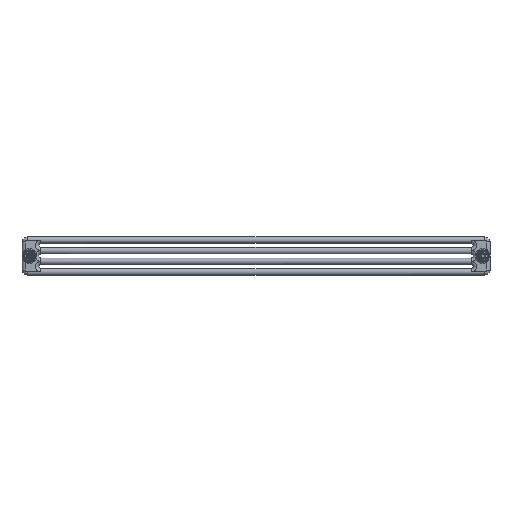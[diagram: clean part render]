
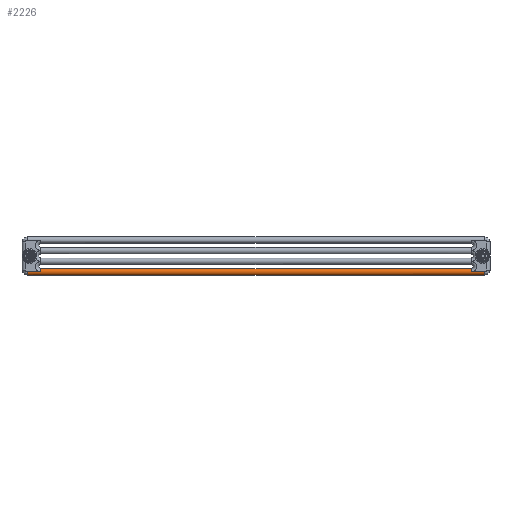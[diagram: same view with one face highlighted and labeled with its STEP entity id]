
A CAD part, left-side view. The second image highlights one B-rep face of the part: STEP entity #2226.
In plain terms, the highlighted cylindrical face has radius 12.5 mm (diameter 25 mm), a partial arc.
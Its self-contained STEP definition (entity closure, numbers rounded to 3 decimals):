
#521=DIRECTION('',(0.,1.,0.));
#522=VECTOR('',#521,51.85);
#523=CARTESIAN_POINT('',(12.5,-30.125,-0.033));
#524=LINE('',#523,#522);
#557=CARTESIAN_POINT('',(12.5,-30.125,-0.033));
#558=CARTESIAN_POINT('',(13.809,-30.125,-0.033));
#559=CARTESIAN_POINT('',(16.427,-30.125,
-0.4));
#560=CARTESIAN_POINT('',(19.969,-30.125,-2.222));
#561=CARTESIAN_POINT('',(22.781,-30.125,-5.036));
#562=CARTESIAN_POINT('',(24.583,-30.125,-8.55));
#563=CARTESIAN_POINT('',(25.005,-30.125,-11.241));
#564=CARTESIAN_POINT('',(25.,-30.125,-12.6));
#571=DIRECTION('',(0.,-1.,0.));
#572=VECTOR('',#571,1633.1);
#573=CARTESIAN_POINT('',(0.,-41.725,-12.575));
#574=LINE('',#573,#572);
#585=DIRECTION('',(0.,-1.,0.));
#586=VECTOR('',#585,1633.1);
#587=CARTESIAN_POINT('',(25.,-41.725,-12.575));
#588=LINE('',#587,#586);
#589=DIRECTION('',(0.,-1.,0.001));
#590=VECTOR('',#589,11.6);
#591=CARTESIAN_POINT('',(25.,-1674.825,-12.575));
#592=LINE('',#591,#590);
#593=CARTESIAN_POINT('',(12.5,-1686.425,-12.5));
#594=DIRECTION('',(0.,1.,0.));
#595=DIRECTION('',(0.,0.,1.));
#596=AXIS2_PLACEMENT_3D('',#593,#594,#595);
#598=CARTESIAN_POINT('',(12.5,-1738.275,-12.5));
#599=DIRECTION('',(0.,1.,0.));
#600=DIRECTION('',(-1.,0.,-0.008));
#601=AXIS2_PLACEMENT_3D('',#598,#599,#600);
#603=DIRECTION('',(0.,-1.,0.));
#604=VECTOR('',#603,63.45);
#605=CARTESIAN_POINT('',(0.,-1674.825,-12.575));
#606=LINE('',#605,#604);
#607=DIRECTION('',(0.,-1.,0.));
#608=VECTOR('',#607,63.45);
#609=CARTESIAN_POINT('',(0.,21.725,-12.6));
#610=LINE('',#609,#608);
#611=DIRECTION('',(0.,1.,-0.002));
#612=VECTOR('',#611,11.6);
#613=CARTESIAN_POINT('',(25.,-41.725,-12.575));
#614=LINE('',#613,#612);
#1078=DIRECTION('',(0.,1.,0.));
#1079=VECTOR('',#1078,51.85);
#1080=CARTESIAN_POINT('',(12.5,-1738.275,0.));
#1081=LINE('',#1080,#1079);
#1253=CARTESIAN_POINT('',(0.,-1738.275,
-12.567));
#1328=CARTESIAN_POINT('',(0.,21.725,
-12.6));
#1329=CARTESIAN_POINT('',(-0.005,21.725,
-11.241));
#1330=CARTESIAN_POINT('',(0.417,21.725,
-8.55));
#1331=CARTESIAN_POINT('',(2.219,21.725,-5.036));
#1332=CARTESIAN_POINT('',(5.031,21.725,-2.222));
#1333=CARTESIAN_POINT('',(8.573,21.725,
-0.4));
#1334=CARTESIAN_POINT('',(11.191,21.725,
-0.033));
#1335=CARTESIAN_POINT('',(12.5,21.725,
-0.033));
#1444=CARTESIAN_POINT('',(12.5,-30.125,-0.033));
#1445=CARTESIAN_POINT('',(12.5,21.725,
-0.033));
#1446=VERTEX_POINT('',#1444);
#1447=VERTEX_POINT('',#1445);
#1469=VERTEX_POINT('',#1328);
#1478=VERTEX_POINT('',#564);
#1526=CARTESIAN_POINT('',(12.5,-1738.275,0.));
#1527=CARTESIAN_POINT('',(12.5,-1686.425,0.));
#1528=VERTEX_POINT('',#1526);
#1529=VERTEX_POINT('',#1527);
#1558=VERTEX_POINT('',#1253);
#1566=CARTESIAN_POINT('',(25.,-1686.425,-12.6));
#1567=VERTEX_POINT('',#1566);
#1619=CARTESIAN_POINT('',(25.,-41.725,-12.575));
#1620=VERTEX_POINT('',#1619);
#1621=CARTESIAN_POINT('',(0.,-41.725,-12.575));
#1622=VERTEX_POINT('',#1621);
#1629=CARTESIAN_POINT('',(25.,-1674.825,-12.575));
#1630=VERTEX_POINT('',#1629);
#1631=CARTESIAN_POINT('',(0.,-1674.825,-12.575));
#1632=VERTEX_POINT('',#1631);
#2203=CARTESIAN_POINT('',(12.5,-3611.772,-12.5));
#2204=DIRECTION('',(0.,1.,0.));
#2205=DIRECTION('',(-1.,0.,0.));
#2206=AXIS2_PLACEMENT_3D('',#2203,#2204,#2205);
#2207=CYLINDRICAL_SURFACE('',#2206,12.5);
#2208=ORIENTED_EDGE('',*,*,#2190,.T.);
#2209=ORIENTED_EDGE('',*,*,#2188,.T.);
#2211=ORIENTED_EDGE('',*,*,#2210,.F.);
#2213=ORIENTED_EDGE('',*,*,#2212,.F.);
#2215=ORIENTED_EDGE('',*,*,#2214,.F.);
#2216=ORIENTED_EDGE('',*,*,#2180,.F.);
#2217=ORIENTED_EDGE('',*,*,#2178,.F.);
#2218=ORIENTED_EDGE('',*,*,#2198,.F.);
#2220=ORIENTED_EDGE('',*,*,#2219,.T.);
#2221=ORIENTED_EDGE('',*,*,#2130,.F.);
#2222=ORIENTED_EDGE('',*,*,#2162,.T.);
#2223=ORIENTED_EDGE('',*,*,#2192,.F.);
#2224=EDGE_LOOP('',(#2208,#2209,#2211,#2213,#2215,#2216,#2217,#2218,#2220,#2221,
#2222,#2223));
#2225=FACE_OUTER_BOUND('',#2224,.F.);
#565=B_SPLINE_CURVE_WITH_KNOTS('',3,(#557,#558,#559,#560,#561,#562,#563,#564),
.UNSPECIFIED.,.F.,.F.,(4,1,1,1,1,4),(0.,0.2,0.4,0.6,0.8,1.),
.UNSPECIFIED.);
#597=CIRCLE('',#596,12.5);
#602=CIRCLE('',#601,12.5);
#1336=B_SPLINE_CURVE_WITH_KNOTS('',3,(#1328,#1329,#1330,#1331,#1332,#1333,#1334,
#1335),.UNSPECIFIED.,.F.,.F.,(4,1,1,1,1,4),(0.,0.2,0.4,0.6,0.8,1.),
.UNSPECIFIED.);
#2130=EDGE_CURVE('',#1446,#1447,#524,.T.);
#2162=EDGE_CURVE('',#1446,#1478,#565,.T.);
#2178=EDGE_CURVE('',#1622,#1632,#574,.T.);
#2180=EDGE_CURVE('',#1632,#1558,#606,.T.);
#2188=EDGE_CURVE('',#1630,#1567,#592,.T.);
#2190=EDGE_CURVE('',#1620,#1630,#588,.T.);
#2192=EDGE_CURVE('',#1620,#1478,#614,.T.);
#2198=EDGE_CURVE('',#1469,#1622,#610,.T.);
#2210=EDGE_CURVE('',#1529,#1567,#597,.T.);
#2212=EDGE_CURVE('',#1528,#1529,#1081,.T.);
#2214=EDGE_CURVE('',#1558,#1528,#602,.T.);
#2219=EDGE_CURVE('',#1469,#1447,#1336,.T.);
#2226=ADVANCED_FACE('',(#2225),#2207,.T.);
